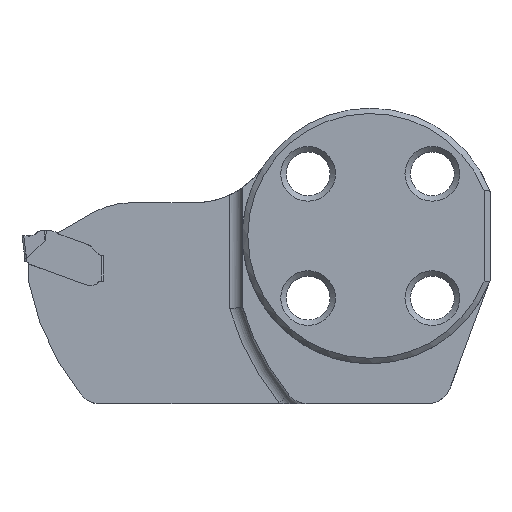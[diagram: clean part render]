
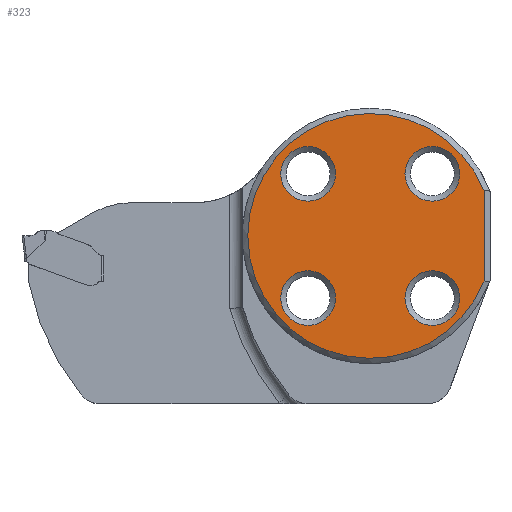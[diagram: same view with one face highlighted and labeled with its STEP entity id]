
A CAD part, top view. The second image highlights one B-rep face of the part: STEP entity #323.
In plain terms, the highlighted planar face has unit normal (0, 0, 1).
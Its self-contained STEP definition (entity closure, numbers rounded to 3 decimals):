
#191=FACE_BOUND('',#563,.T.);
#192=FACE_BOUND('',#564,.T.);
#193=FACE_BOUND('',#565,.T.);
#194=FACE_BOUND('',#566,.T.);
#195=FACE_BOUND('',#567,.T.);
#263=CIRCLE('',#2184,3.425);
#264=CIRCLE('',#2185,3.425);
#265=CIRCLE('',#2186,3.425);
#266=CIRCLE('',#2187,3.425);
#267=CIRCLE('',#2188,15.325);
#323=ADVANCED_FACE('',(#191,#192,#193,#194,#195),#429,.F.);
#429=PLANE('',#2189);
#563=EDGE_LOOP('',(#813));
#564=EDGE_LOOP('',(#814));
#565=EDGE_LOOP('',(#815));
#566=EDGE_LOOP('',(#816));
#567=EDGE_LOOP('',(#817,#818));
#813=ORIENTED_EDGE('',*,*,#1539,.F.);
#814=ORIENTED_EDGE('',*,*,#1540,.T.);
#815=ORIENTED_EDGE('',*,*,#1541,.T.);
#816=ORIENTED_EDGE('',*,*,#1542,.F.);
#817=ORIENTED_EDGE('',*,*,#1543,.F.);
#818=ORIENTED_EDGE('',*,*,#1544,.F.);
#1345=VERTEX_POINT('',#3135);
#1346=VERTEX_POINT('',#3137);
#1347=VERTEX_POINT('',#3139);
#1348=VERTEX_POINT('',#3141);
#1349=VERTEX_POINT('',#3143);
#1350=VERTEX_POINT('',#3144);
#1539=EDGE_CURVE('',#1345,#1345,#263,.T.);
#1540=EDGE_CURVE('',#1346,#1346,#264,.T.);
#1541=EDGE_CURVE('',#1347,#1347,#265,.T.);
#1542=EDGE_CURVE('',#1348,#1348,#266,.T.);
#1543=EDGE_CURVE('',#1349,#1350,#1768,.T.);
#1544=EDGE_CURVE('',#1350,#1349,#267,.T.);
#1768=LINE('',#3142,#1904);
#1904=VECTOR('',#2500,1.);
#2184=AXIS2_PLACEMENT_3D('',#3134,#2492,#2493);
#2185=AXIS2_PLACEMENT_3D('',#3136,#2494,#2495);
#2186=AXIS2_PLACEMENT_3D('',#3138,#2496,#2497);
#2187=AXIS2_PLACEMENT_3D('',#3140,#2498,#2499);
#2188=AXIS2_PLACEMENT_3D('',#3145,#2501,#2502);
#2189=AXIS2_PLACEMENT_3D('',#3146,#2503,#2504);
#2492=DIRECTION('',(0.,0.,1.));
#2493=DIRECTION('',(-1.,0.,0.));
#2494=DIRECTION('',(0.,0.,-1.));
#2495=DIRECTION('',(-1.,0.,0.));
#2496=DIRECTION('',(0.,0.,-1.));
#2497=DIRECTION('',(-1.,0.,0.));
#2498=DIRECTION('',(0.,0.,1.));
#2499=DIRECTION('',(-1.,0.,0.));
#2500=DIRECTION('',(0.,-1.,0.));
#2501=DIRECTION('',(0.,0.,-1.));
#2502=DIRECTION('',(-1.,0.,0.));
#2503=DIRECTION('',(0.,0.,-1.));
#2504=DIRECTION('',(-1.,0.,0.));
#3134=CARTESIAN_POINT('',(-7.778,7.778,0.));
#3135=CARTESIAN_POINT('',(-11.203,7.778,0.));
#3136=CARTESIAN_POINT('',(-7.778,-7.778,0.));
#3137=CARTESIAN_POINT('',(-11.203,-7.778,0.));
#3138=CARTESIAN_POINT('',(7.778,7.778,0.));
#3139=CARTESIAN_POINT('',(4.353,7.778,0.));
#3140=CARTESIAN_POINT('',(7.778,-7.778,0.));
#3141=CARTESIAN_POINT('',(4.353,-7.778,0.));
#3142=CARTESIAN_POINT('',(14.25,0.,0.));
#3143=CARTESIAN_POINT('',(14.25,5.639,0.));
#3144=CARTESIAN_POINT('',(14.25,-5.639,0.));
#3145=CARTESIAN_POINT('',(0.,0.,0.));
#3146=CARTESIAN_POINT('',(0.,0.,0.));
